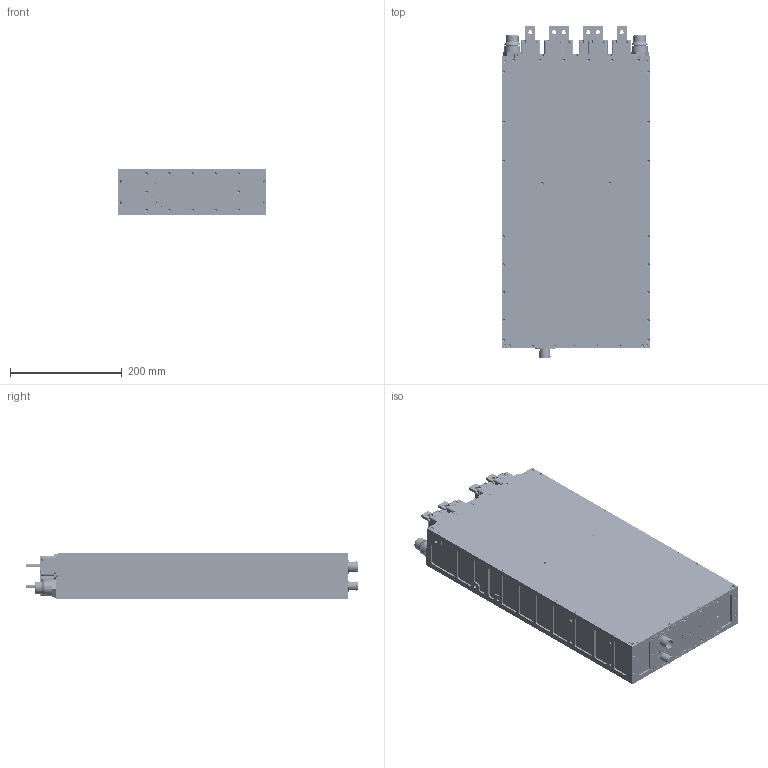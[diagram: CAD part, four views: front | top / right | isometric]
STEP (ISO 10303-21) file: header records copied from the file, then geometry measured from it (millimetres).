
FILE_DESCRIPTION (( 'STEP AP214' ), '1' );
FILE_NAME ('STEPBLV193_01.STEP', '2024-09-11T07:57:54', ( '' ), ( '' ), 'SwSTEP 2.0', 'SolidWorks 2019', '' );
FILE_SCHEMA (( 'AUTOMOTIVE_DESIGN' ));
Length unit declared in the file: millimetre
Products named in the file (22): MAF_706; Rondelle s�rie Z-M-L-LL_Inox_�4 s�rie Z Inox A4; KIT_001; MAF_722_Contact connecteur bus barre_00; Raccord Hydraulique NORMAQUICK PS3 M20x1.5; vis Torx TCBL_INOX_M4x25; STEPBLV193_01; MAF_724; SEPHAT_joint torique_�18.1x1.6; MAF_729_Joint connecteur bus barre_00; SOURIAU_8STA-12-35PN; RS_196-4744; stepMAF_938 boitier; MAF_671; MAF_961; SOURIAU_8STA0-1035SN; MAF_723
Assembly tree (98 placements, depth 3):
  STEPBLV193_01
    SOURIAU_8STA-12-35PN
    SOURIAU_8STA0-1035SN
    Raccord Hydraulique NORMAQUICK PS3 M20x1.5  x2
    stepMAF_938 boitier
    MAF_961
    KIT_001
      MAF_722_Contact connecteur bus barre_00
      vis Torx TCBL_INOX_M4x25  x4
      Rondelle s�rie Z-M-L-LL_Inox_�4 s�rie Z Inox A4  x4
      MAF_724
      MAF_729_Joint connecteur bus barre_00
      SEPHAT_joint torique_�18.1x1.6
      MAF_723
      RS_196-4744
    KIT_001
      MAF_722_Contact connecteur bus barre_00
      vis Torx TCBL_INOX_M4x25  x4
      Rondelle s�rie Z-M-L-LL_Inox_�4 s�rie Z Inox A4  x4
      MAF_724
      MAF_729_Joint connecteur bus barre_00
      SEPHAT_joint torique_�18.1x1.6
      MAF_723
      RS_196-4744
    KIT_001
      MAF_722_Contact connecteur bus barre_00
      vis Torx TCBL_INOX_M4x25  x4
      Rondelle s�rie Z-M-L-LL_Inox_�4 s�rie Z Inox A4  x4
      MAF_724
      MAF_729_Joint connecteur bus barre_00
      SEPHAT_joint torique_�18.1x1.6
      MAF_723
      RS_196-4744
    KIT_001
      MAF_722_Contact connecteur bus barre_00
      vis Torx TCBL_INOX_M4x25  x4
      Rondelle s�rie Z-M-L-LL_Inox_�4 s�rie Z Inox A4  x4
      MAF_724
      MAF_729_Joint connecteur bus barre_00
      SEPHAT_joint torique_�18.1x1.6
      MAF_723
      RS_196-4744
    MAF_706
    KIT_001
      MAF_722_Contact connecteur bus barre_00
      vis Torx TCBL_INOX_M4x25  x4
      Rondelle s�rie Z-M-L-LL_Inox_�4 s�rie Z Inox A4  x4
      MAF_724
      MAF_729_Joint connecteur bus barre_00
      SEPHAT_joint torique_�18.1x1.6
      MAF_723
      RS_196-4744
    KIT_001
      MAF_722_Contact connecteur bus barre_00
      vis Torx TCBL_INOX_M4x25  x4
      Rondelle s�rie Z-M-L-LL_Inox_�4 s�rie Z Inox A4  x4
      MAF_724
      MAF_729_Joint connecteur bus barre_00
      SEPHAT_joint torique_�18.1x1.6
      MAF_723
Bounding box: 266 x 594.11 x 82 mm (x, y, z)
Volume: 11479575.9 mm3; surface area: 1019923.1 mm2
Topology: 95 solids, 115 shells, 6091 faces, 15208 edges, 9561 vertices
Faces by surface type: cylinder 2194, plane 2175, bspline 728, cone 546, torus 400, sphere 48
Entity records: 130900 total; most frequent: CARTESIAN_POINT 48727, ORIENTED_EDGE 16776, DIRECTION 14612, EDGE_CURVE 8388, VERTEX_POINT 5413, AXIS2_PLACEMENT_3D 5059, VECTOR 4494, LINE 4494
